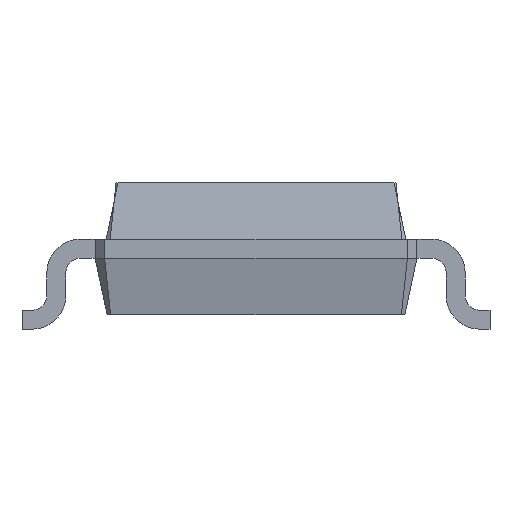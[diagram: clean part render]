
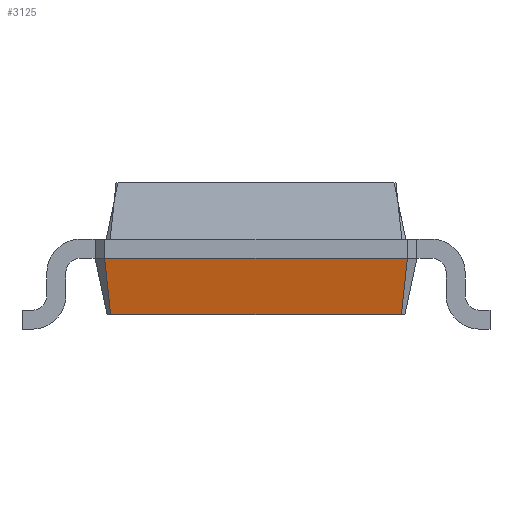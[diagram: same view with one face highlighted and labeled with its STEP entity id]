
A CAD part, left-side view. The second image highlights one B-rep face of the part: STEP entity #3125.
In plain terms, the highlighted free-form (B-spline) face has degree [1, 1] with [2, 2] control points.
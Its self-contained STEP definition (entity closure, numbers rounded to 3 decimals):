
#810 = PLANE('',#811);
#811 = AXIS2_PLACEMENT_3D('',#812,#813,#814);
#812 = CARTESIAN_POINT('',(-0.918,-0.994,0.1));
#813 = DIRECTION('',(0.,0.,-1.));
#814 = DIRECTION('',(0.669,0.743,0.));
#1075 = B_SPLINE_SURFACE_WITH_KNOTS('',1,1,(
    (#1076,#1077)
    ,(#1078,#1079
    )),.UNSPECIFIED.,.F.,.F.,.F.,(2,2),(2,2),(0.,0.092),(0.
    ,1.),.PIECEWISE_BEZIER_KNOTS.);
#1076 = CARTESIAN_POINT('',(-0.918,0.994,0.1));
#1077 = CARTESIAN_POINT('',(-1.,1.035,0.485));
#1078 = CARTESIAN_POINT('',(-0.894,1.018,0.1));
#1079 = CARTESIAN_POINT('',(-0.935,1.1,0.485));
#1474 = EDGE_CURVE('',#1475,#1477,#1479,.T.);
#1475 = VERTEX_POINT('',#1476);
#1476 = CARTESIAN_POINT('',(-0.918,-0.994,0.1));
#1477 = VERTEX_POINT('',#1478);
#1478 = CARTESIAN_POINT('',(-0.918,0.994,0.1));
#1479 = SURFACE_CURVE('',#1480,(#1484,#1491),.PCURVE_S1.);
#1480 = LINE('',#1481,#1482);
#1481 = CARTESIAN_POINT('',(-0.918,-0.994,0.1));
#1482 = VECTOR('',#1483,1.);
#1483 = DIRECTION('',(0.,1.,0.));
#1484 = PCURVE('',#810,#1485);
#1485 = DEFINITIONAL_REPRESENTATION('',(#1486),#1490);
#1486 = LINE('',#1487,#1488);
#1487 = CARTESIAN_POINT('',(0.,0.));
#1488 = VECTOR('',#1489,1.);
#1489 = DIRECTION('',(0.743,-0.669));
#1490 = ( GEOMETRIC_REPRESENTATION_CONTEXT(2) 
PARAMETRIC_REPRESENTATION_CONTEXT() REPRESENTATION_CONTEXT('2D SPACE',''
  ) );
#1491 = PCURVE('',#1492,#1497);
#1492 = B_SPLINE_SURFACE_WITH_KNOTS('',1,1,(
    (#1493,#1494)
    ,(#1495,#1496
    )),.UNSPECIFIED.,.F.,.F.,.F.,(2,2),(2,2),(0.,2.07),(0.,1.),
  .PIECEWISE_BEZIER_KNOTS.);
#1493 = CARTESIAN_POINT('',(-0.918,-0.994,0.1));
#1494 = CARTESIAN_POINT('',(-1.,-1.035,0.485));
#1495 = CARTESIAN_POINT('',(-0.918,0.994,0.1));
#1496 = CARTESIAN_POINT('',(-1.,1.035,0.485));
#1497 = DEFINITIONAL_REPRESENTATION('',(#1498),#1501);
#1498 = B_SPLINE_CURVE_WITH_KNOTS('',1,(#1499,#1500),.UNSPECIFIED.,.F.,
  .F.,(2,2),(0.,1.988),.PIECEWISE_BEZIER_KNOTS.);
#1499 = CARTESIAN_POINT('',(0.,0.));
#1500 = CARTESIAN_POINT('',(2.07,0.));
#1501 = ( GEOMETRIC_REPRESENTATION_CONTEXT(2) 
PARAMETRIC_REPRESENTATION_CONTEXT() REPRESENTATION_CONTEXT('2D SPACE',''
  ) );
#1641 = B_SPLINE_SURFACE_WITH_KNOTS('',1,1,(
    (#1642,#1643)
    ,(#1644,#1645
    )),.UNSPECIFIED.,.F.,.F.,.F.,(2,2),(2,2),(0.,0.092),(0.
    ,1.),.PIECEWISE_BEZIER_KNOTS.);
#1642 = CARTESIAN_POINT('',(-0.894,-1.018,0.1));
#1643 = CARTESIAN_POINT('',(-0.935,-1.1,0.485));
#1644 = CARTESIAN_POINT('',(-0.918,-0.994,0.1));
#1645 = CARTESIAN_POINT('',(-1.,-1.035,0.485));
#1658 = VERTEX_POINT('',#1659);
#1659 = CARTESIAN_POINT('',(-1.,1.035,0.485));
#1685 = EDGE_CURVE('',#1477,#1658,#1686,.T.);
#1686 = SURFACE_CURVE('',#1687,(#1690,#1697),.PCURVE_S1.);
#1687 = B_SPLINE_CURVE_WITH_KNOTS('',1,(#1688,#1689),.UNSPECIFIED.,.F.,
  .F.,(2,2),(0.,1.),.PIECEWISE_BEZIER_KNOTS.);
#1688 = CARTESIAN_POINT('',(-0.918,0.994,0.1));
#1689 = CARTESIAN_POINT('',(-1.,1.035,0.485));
#1690 = PCURVE('',#1075,#1691);
#1691 = DEFINITIONAL_REPRESENTATION('',(#1692),#1696);
#1692 = LINE('',#1693,#1694);
#1693 = CARTESIAN_POINT('',(0.,0.));
#1694 = VECTOR('',#1695,1.);
#1695 = DIRECTION('',(0.,1.));
#1696 = ( GEOMETRIC_REPRESENTATION_CONTEXT(2) 
PARAMETRIC_REPRESENTATION_CONTEXT() REPRESENTATION_CONTEXT('2D SPACE',''
  ) );
#1697 = PCURVE('',#1492,#1698);
#1698 = DEFINITIONAL_REPRESENTATION('',(#1699),#1703);
#1699 = LINE('',#1700,#1701);
#1700 = CARTESIAN_POINT('',(2.07,0.));
#1701 = VECTOR('',#1702,1.);
#1702 = DIRECTION('',(0.,1.));
#1703 = ( GEOMETRIC_REPRESENTATION_CONTEXT(2) 
PARAMETRIC_REPRESENTATION_CONTEXT() REPRESENTATION_CONTEXT('2D SPACE',''
  ) );
#3125 = ADVANCED_FACE('',(#3126),#1492,.F.);
#3126 = FACE_BOUND('',#3127,.F.);
#3127 = EDGE_LOOP('',(#3128,#3129,#3130,#3158));
#3128 = ORIENTED_EDGE('',*,*,#1474,.T.);
#3129 = ORIENTED_EDGE('',*,*,#1685,.T.);
#3130 = ORIENTED_EDGE('',*,*,#3131,.F.);
#3131 = EDGE_CURVE('',#3132,#1658,#3134,.T.);
#3132 = VERTEX_POINT('',#3133);
#3133 = CARTESIAN_POINT('',(-1.,-1.035,0.485));
#3134 = SURFACE_CURVE('',#3135,(#3139,#3146),.PCURVE_S1.);
#3135 = LINE('',#3136,#3137);
#3136 = CARTESIAN_POINT('',(-1.,-1.035,0.485));
#3137 = VECTOR('',#3138,1.);
#3138 = DIRECTION('',(0.,1.,0.));
#3139 = PCURVE('',#1492,#3140);
#3140 = DEFINITIONAL_REPRESENTATION('',(#3141),#3145);
#3141 = LINE('',#3142,#3143);
#3142 = CARTESIAN_POINT('',(0.,1.));
#3143 = VECTOR('',#3144,1.);
#3144 = DIRECTION('',(1.,0.));
#3145 = ( GEOMETRIC_REPRESENTATION_CONTEXT(2) 
PARAMETRIC_REPRESENTATION_CONTEXT() REPRESENTATION_CONTEXT('2D SPACE',''
  ) );
#3146 = PCURVE('',#3147,#3152);
#3147 = PLANE('',#3148);
#3148 = AXIS2_PLACEMENT_3D('',#3149,#3150,#3151);
#3149 = CARTESIAN_POINT('',(-1.,-1.035,0.615));
#3150 = DIRECTION('',(1.,0.,0.));
#3151 = DIRECTION('',(0.,1.,0.));
#3152 = DEFINITIONAL_REPRESENTATION('',(#3153),#3157);
#3153 = LINE('',#3154,#3155);
#3154 = CARTESIAN_POINT('',(0.,-0.13));
#3155 = VECTOR('',#3156,1.);
#3156 = DIRECTION('',(1.,0.));
#3157 = ( GEOMETRIC_REPRESENTATION_CONTEXT(2) 
PARAMETRIC_REPRESENTATION_CONTEXT() REPRESENTATION_CONTEXT('2D SPACE',''
  ) );
#3158 = ORIENTED_EDGE('',*,*,#3159,.F.);
#3159 = EDGE_CURVE('',#1475,#3132,#3160,.T.);
#3160 = SURFACE_CURVE('',#3161,(#3164,#3171),.PCURVE_S1.);
#3161 = B_SPLINE_CURVE_WITH_KNOTS('',1,(#3162,#3163),.UNSPECIFIED.,.F.,
  .F.,(2,2),(0.,1.),.PIECEWISE_BEZIER_KNOTS.);
#3162 = CARTESIAN_POINT('',(-0.918,-0.994,0.1));
#3163 = CARTESIAN_POINT('',(-1.,-1.035,0.485));
#3164 = PCURVE('',#1492,#3165);
#3165 = DEFINITIONAL_REPRESENTATION('',(#3166),#3170);
#3166 = LINE('',#3167,#3168);
#3167 = CARTESIAN_POINT('',(0.,0.));
#3168 = VECTOR('',#3169,1.);
#3169 = DIRECTION('',(0.,1.));
#3170 = ( GEOMETRIC_REPRESENTATION_CONTEXT(2) 
PARAMETRIC_REPRESENTATION_CONTEXT() REPRESENTATION_CONTEXT('2D SPACE',''
  ) );
#3171 = PCURVE('',#1641,#3172);
#3172 = DEFINITIONAL_REPRESENTATION('',(#3173),#3177);
#3173 = LINE('',#3174,#3175);
#3174 = CARTESIAN_POINT('',(0.092,0.));
#3175 = VECTOR('',#3176,1.);
#3176 = DIRECTION('',(0.,1.));
#3177 = ( GEOMETRIC_REPRESENTATION_CONTEXT(2) 
PARAMETRIC_REPRESENTATION_CONTEXT() REPRESENTATION_CONTEXT('2D SPACE',''
  ) );
